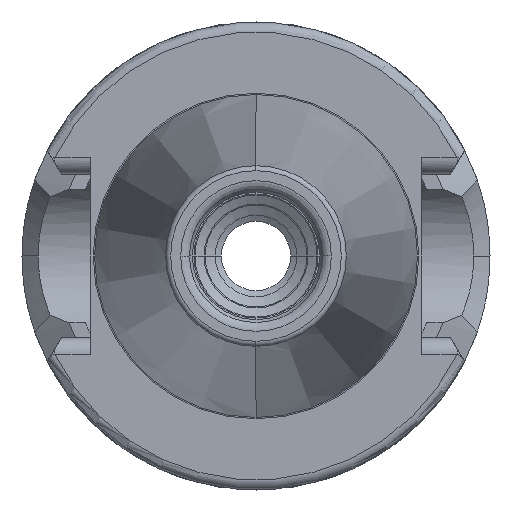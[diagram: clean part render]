
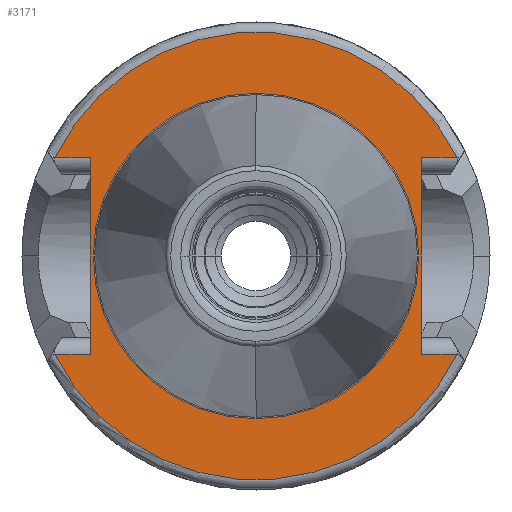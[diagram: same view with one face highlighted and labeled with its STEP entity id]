
A CAD part, left-side view. The second image highlights one B-rep face of the part: STEP entity #3171.
In plain terms, the highlighted planar face has unit normal (-1, 0, 0).
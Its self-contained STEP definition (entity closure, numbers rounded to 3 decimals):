
#816=CARTESIAN_POINT('',(2.,0.,0.));
#817=DIRECTION('',(-1.,0.,0.));
#818=DIRECTION('',(0.,-0.899,0.439));
#819=AXIS2_PLACEMENT_3D('',#816,#817,#818);
#979=DIRECTION('',(0.,-1.,0.));
#980=VECTOR('',#979,3.471);
#981=CARTESIAN_POINT('',(2.,-16.3,9.65));
#982=LINE('',#981,#980);
#983=DIRECTION('',(0.,1.,0.));
#984=VECTOR('',#983,3.471);
#985=CARTESIAN_POINT('',(2.,-19.771,-9.65));
#986=LINE('',#985,#984);
#987=DIRECTION('',(0.,1.,0.));
#988=VECTOR('',#987,3.471);
#989=CARTESIAN_POINT('',(2.,16.3,-9.65));
#990=LINE('',#989,#988);
#991=DIRECTION('',(0.,-1.,0.));
#992=VECTOR('',#991,3.471);
#993=CARTESIAN_POINT('',(2.,19.771,9.65));
#994=LINE('',#993,#992);
#995=CARTESIAN_POINT('',(2.,0.,0.));
#996=DIRECTION('',(1.,0.,0.));
#997=DIRECTION('',(0.,0.,1.));
#998=AXIS2_PLACEMENT_3D('',#995,#996,#997);
#1000=CARTESIAN_POINT('',(2.,0.,0.));
#1001=DIRECTION('',(1.,0.,0.));
#1002=DIRECTION('',(0.,0.,-1.));
#1003=AXIS2_PLACEMENT_3D('',#1000,#1001,#1002);
#1055=DIRECTION('',(0.,0.,1.));
#1056=VECTOR('',#1055,19.3);
#1057=CARTESIAN_POINT('',(2.,-16.3,-9.65));
#1058=LINE('',#1057,#1056);
#1131=CARTESIAN_POINT('',(2.,0.,0.));
#1132=DIRECTION('',(-1.,0.,0.));
#1133=DIRECTION('',(0.,0.899,-0.439));
#1134=AXIS2_PLACEMENT_3D('',#1131,#1132,#1133);
#1193=DIRECTION('',(0.,0.,-1.));
#1194=VECTOR('',#1193,19.3);
#1195=CARTESIAN_POINT('',(2.,16.3,9.65));
#1196=LINE('',#1195,#1194);
#1552=CARTESIAN_POINT('',(2.,16.3,-9.65));
#1553=VERTEX_POINT('',#1552);
#1554=CARTESIAN_POINT('',(2.,16.3,9.65));
#1555=VERTEX_POINT('',#1554);
#1600=CARTESIAN_POINT('',(2.,-16.3,9.65));
#1601=VERTEX_POINT('',#1600);
#1602=CARTESIAN_POINT('',(2.,-16.3,-9.65));
#1603=VERTEX_POINT('',#1602);
#1613=CARTESIAN_POINT('',(2.,19.771,-9.65));
#1614=VERTEX_POINT('',#1613);
#1616=CARTESIAN_POINT('',(2.,19.771,9.65));
#1617=VERTEX_POINT('',#1616);
#1619=CARTESIAN_POINT('',(2.,-19.771,9.65));
#1620=VERTEX_POINT('',#1619);
#1622=CARTESIAN_POINT('',(2.,-19.771,
-9.65));
#1623=VERTEX_POINT('',#1622);
#1668=CARTESIAN_POINT('',(2.,0.,16.));
#1669=CARTESIAN_POINT('',(2.,0.,-16.));
#1670=VERTEX_POINT('',#1668);
#1671=VERTEX_POINT('',#1669);
#3144=CARTESIAN_POINT('',(2.,0.,0.));
#3145=DIRECTION('',(1.,0.,0.));
#3146=DIRECTION('',(0.,0.,1.));
#3147=AXIS2_PLACEMENT_3D('',#3144,#3145,#3146);
#3148=PLANE('',#3147);
#3149=ORIENTED_EDGE('',*,*,#3011,.F.);
#3151=ORIENTED_EDGE('',*,*,#3150,.F.);
#3153=ORIENTED_EDGE('',*,*,#3152,.F.);
#3155=ORIENTED_EDGE('',*,*,#3154,.F.);
#3157=ORIENTED_EDGE('',*,*,#3156,.F.);
#3159=ORIENTED_EDGE('',*,*,#3158,.F.);
#3161=ORIENTED_EDGE('',*,*,#3160,.F.);
#3162=ORIENTED_EDGE('',*,*,#3135,.F.);
#3163=EDGE_LOOP('',(#3149,#3151,#3153,#3155,#3157,#3159,#3161,#3162));
#3164=FACE_OUTER_BOUND('',#3163,.F.);
#3166=ORIENTED_EDGE('',*,*,#3165,.F.);
#3168=ORIENTED_EDGE('',*,*,#3167,.F.);
#3169=EDGE_LOOP('',(#3166,#3168));
#3170=FACE_BOUND('',#3169,.F.);
#3171=ADVANCED_FACE('',(#3164,#3170),#3148,.F.);
#820=CIRCLE('',#819,22.);
#999=CIRCLE('',#998,16.);
#1004=CIRCLE('',#1003,16.);
#1135=CIRCLE('',#1134,22.);
#3011=EDGE_CURVE('',#1620,#1617,#820,.T.);
#3135=EDGE_CURVE('',#1617,#1555,#994,.T.);
#3150=EDGE_CURVE('',#1601,#1620,#982,.T.);
#3152=EDGE_CURVE('',#1603,#1601,#1058,.T.);
#3154=EDGE_CURVE('',#1623,#1603,#986,.T.);
#3156=EDGE_CURVE('',#1614,#1623,#1135,.T.);
#3158=EDGE_CURVE('',#1553,#1614,#990,.T.);
#3160=EDGE_CURVE('',#1555,#1553,#1196,.T.);
#3165=EDGE_CURVE('',#1670,#1671,#999,.T.);
#3167=EDGE_CURVE('',#1671,#1670,#1004,.T.);
